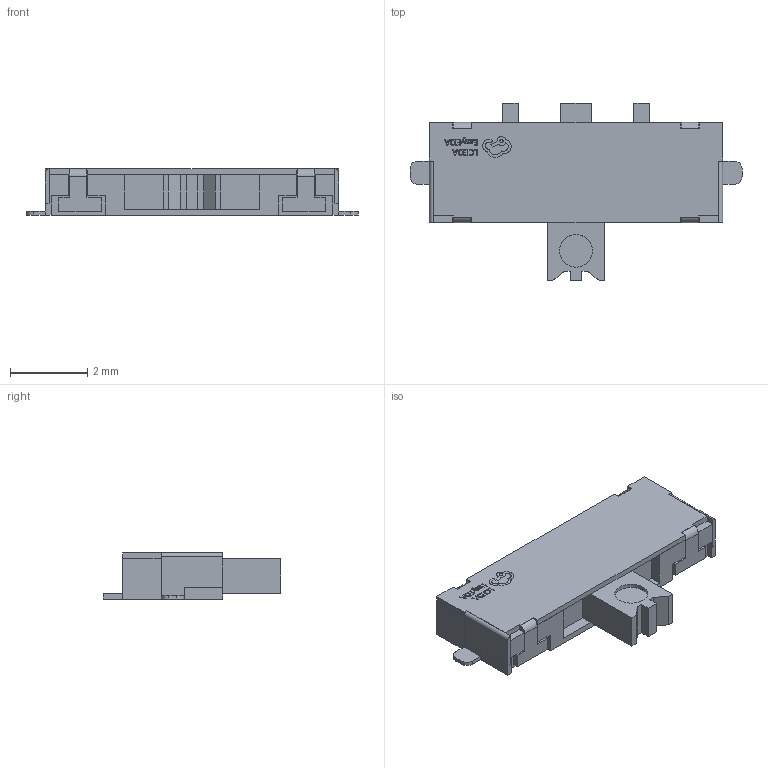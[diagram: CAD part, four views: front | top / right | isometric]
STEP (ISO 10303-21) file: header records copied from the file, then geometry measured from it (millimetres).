
FILE_DESCRIPTION (( 'STEP AP214' ), '1' );
FILE_NAME ('SW-SMD_SSAL120100.step', '2022-07-26T15:42:37', ( '' ), ( '' ), 'SwSTEP 2.0', 'SolidWorks 2020', '' );
FILE_SCHEMA (( 'AUTOMOTIVE_DESIGN' ));
Length unit declared in the file: millimetre
Products named in the file (1): SW-SMD_SSAL120100
Bounding box: 8.6 x 4.6 x 1.2 mm (x, y, z)
Volume: 24.8 mm3; surface area: 144.3 mm2
Topology: 38 solids, 38 shells, 611 faces, 1545 edges, 1030 vertices
Faces by surface type: plane 485, bspline 112, cylinder 14
Entity records: 25717 total; most frequent: CARTESIAN_POINT 5294, ORIENTED_EDGE 3090, DIRECTION 2343, EDGE_CURVE 1545, LINE 1289, VECTOR 1289, VERTEX_POINT 1030, EDGE_LOOP 643
